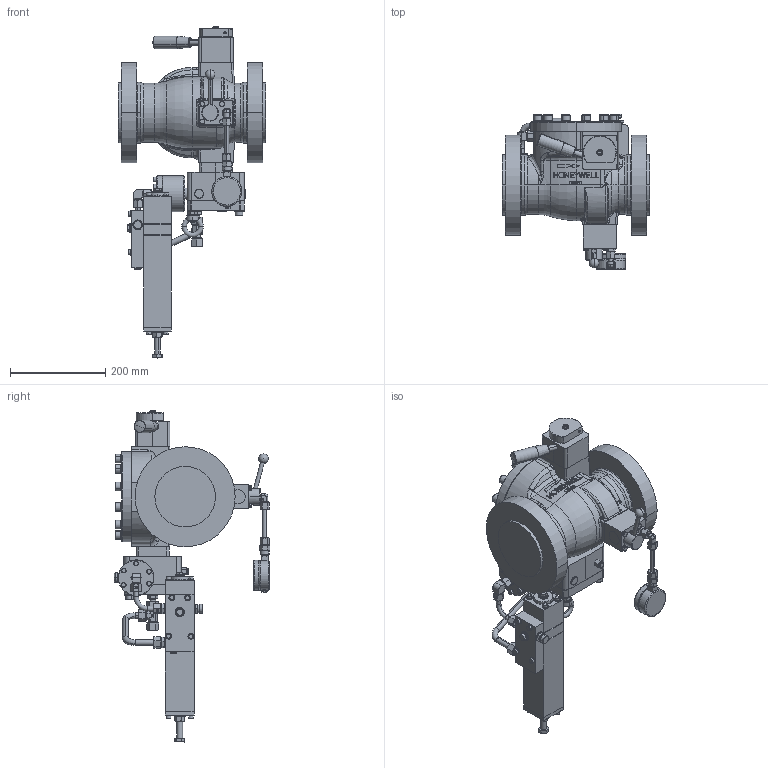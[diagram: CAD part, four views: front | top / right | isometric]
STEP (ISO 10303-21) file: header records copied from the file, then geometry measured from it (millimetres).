
FILE_DESCRIPTION (( 'STEP AP214' ), '1' );
FILE_NAME ('HON711-DN80-K18-class600RF.STEP', '2019-07-30T04:28:04', ( '' ), ( '' ), 'SwSTEP 2.0', 'SolidWorks 2017', '' );
FILE_SCHEMA (( 'AUTOMOTIVE_DESIGN' ));
Length unit declared in the file: millimetre
Products named in the file (1): HON711-DN80-K18-class600RF
Bounding box: 310 x 327.17 x 697.02 mm (x, y, z)
Volume: 12012601.9 mm3; surface area: 659698.5 mm2
Topology: 2 solids, 2 shells, 2541 faces, 6092 edges, 3718 vertices
Faces by surface type: plane 1189, cylinder 595, cone 398, torus 198, bspline 155, sphere 6
Entity records: 105128 total; most frequent: CARTESIAN_POINT 25873, ORIENTED_EDGE 12074, DIRECTION 11872, EDGE_CURVE 6037, AXIS2_PLACEMENT_3D 4557, VERTEX_POINT 3715, EDGE_LOOP 2800, VECTOR 2758
